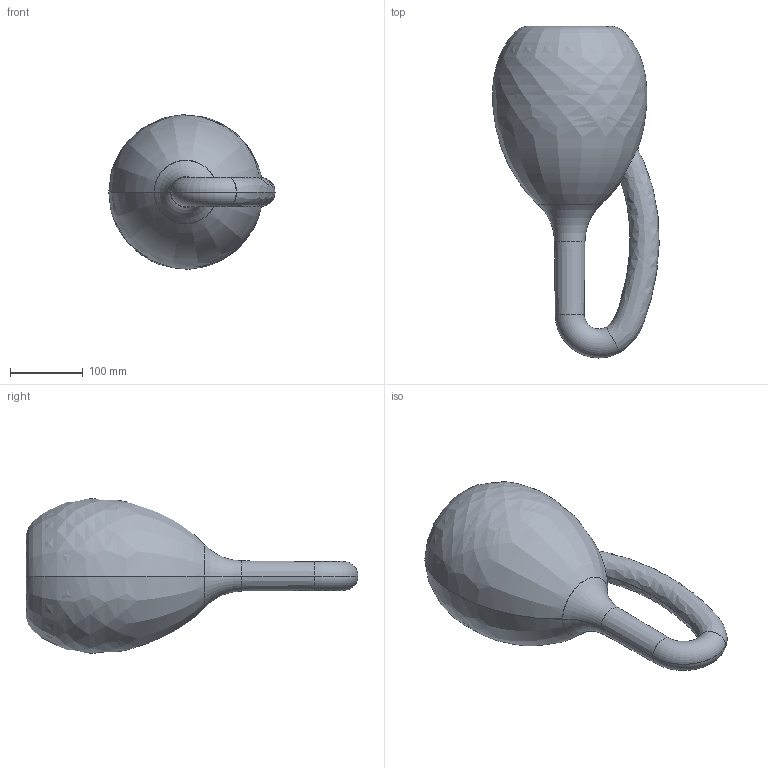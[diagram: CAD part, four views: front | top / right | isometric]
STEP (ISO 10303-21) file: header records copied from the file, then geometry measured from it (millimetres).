
FILE_DESCRIPTION((''),'2;1');
FILE_NAME('KLEINBOTTLE','2021-12-18T16:23:56',('Niko Srt'),('Audax d.o.o.'),'CREO PARAMETRIC BY PTC INC, 2019030','CREO PARAMETRIC BY PTC INC, 2019030','');
FILE_SCHEMA(('CONFIG_CONTROL_DESIGN','GEOMETRIC_VALIDATION_PROPERTIES_MIM'));
Length unit declared in the file: millimetre
Products named in the file (1): KLEINBOTTLE
Bounding box: 229.19 x 457.31 x 212.36 mm (x, y, z)
Volume: 252015.8 mm3; surface area: 503848.6 mm2
Topology: 1 solids, 1 shells, 29 faces, 72 edges, 40 vertices
Faces by surface type: torus 8, bspline 6, cone 6, revolution 4, cylinder 4, plane 1
Entity records: 4249 total; most frequent: CARTESIAN_POINT 2986, COLOUR_RGB 322, ORIENTED_EDGE 144, DIRECTION 117, PRESENTATION_STYLE_ASSIGNMENT 73, STYLED_ITEM 73, CURVE_STYLE 72, EDGE_CURVE 72
